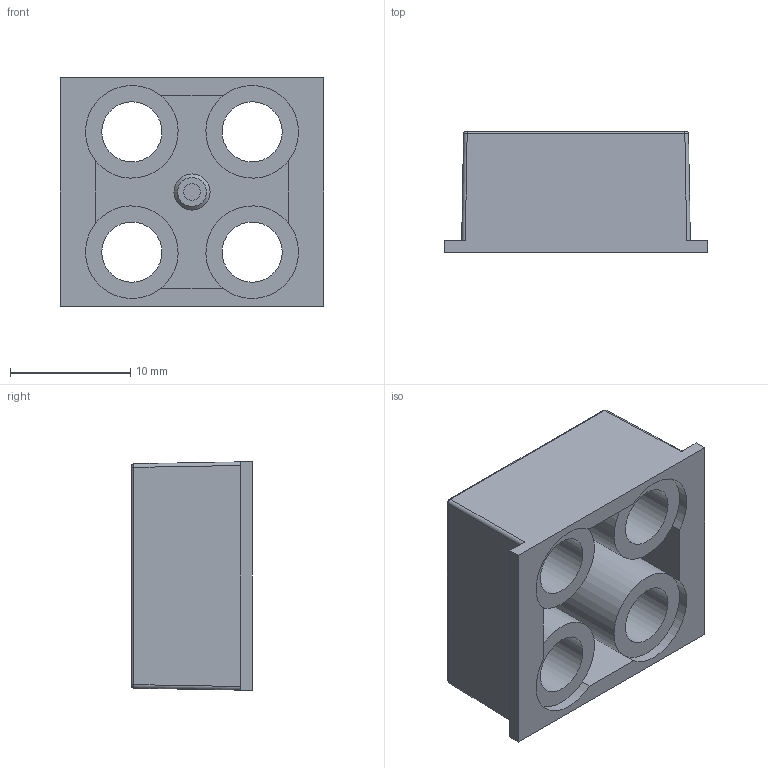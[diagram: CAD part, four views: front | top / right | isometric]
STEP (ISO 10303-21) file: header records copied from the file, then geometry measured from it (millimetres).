
FILE_DESCRIPTION(/* description */ (''),/* implementation_level */ '2;1');
FILE_NAME(/* name */ 'BUCA_3.stp',/* time_stamp */ '2019-06-07T13:31:53+02:00',/* author */ ('Varga Daniel'),/* organization */ (''),/* preprocessor_version */ 'ST-DEVELOPER v18',/* originating_system */ 'Autodesk Inventor 2020',/* authorisation */ '');
FILE_SCHEMA (('AUTOMOTIVE_DESIGN { 1 0 10303 214 3 1 1 }'));
Length unit declared in the file: millimetre
Products named in the file (1): BUMPER_BUTTON
Bounding box: 21.9 x 10.04 x 19 mm (x, y, z)
Volume: 1937.4 mm3; surface area: 2646 mm2
Topology: 1 solids, 1 shells, 56 faces, 136 edges, 89 vertices
Faces by surface type: cylinder 26, plane 25, bspline 4, cone 1
Full cylindrical faces by diameter (mm): 1.4 x1, 3 x1, 5 x4, 7.7 x4
Entity records: 2007 total; most frequent: CARTESIAN_POINT 582, DIRECTION 303, ORIENTED_EDGE 272, EDGE_CURVE 136, AXIS2_PLACEMENT_3D 118, VERTEX_POINT 89, EDGE_LOOP 71, LINE 67
